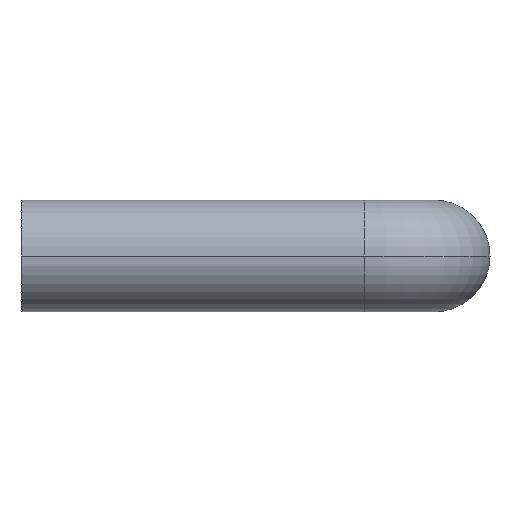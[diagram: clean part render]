
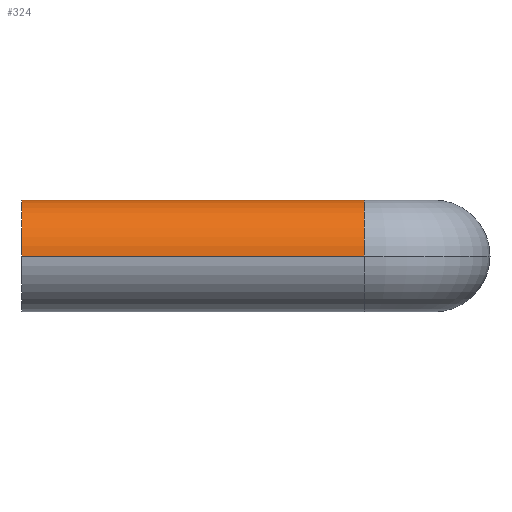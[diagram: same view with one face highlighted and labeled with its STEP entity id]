
A CAD part, left-side view. The second image highlights one B-rep face of the part: STEP entity #324.
In plain terms, the highlighted cylindrical face has radius 4 mm (diameter 8 mm), a partial arc.
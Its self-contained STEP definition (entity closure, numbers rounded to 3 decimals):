
#3 = VERTEX_POINT ( 'NONE', #137 ) ;
#4 = CARTESIAN_POINT ( 'NONE',  ( 0., 0., 0. ) ) ;
#13 = LINE ( 'NONE', #530, #55 ) ;
#21 = CARTESIAN_POINT ( 'NONE',  ( 0., -24.5, 0. ) ) ;
#25 = EDGE_CURVE ( 'NONE', #313, #181, #13, .T. ) ;
#28 = DIRECTION ( 'NONE',  ( 0., 1., 0. ) ) ;
#37 = DIRECTION ( 'NONE',  ( 0., -1., 0. ) ) ;
#55 = VECTOR ( 'NONE', #133, 1000. ) ;
#59 = VERTEX_POINT ( 'NONE', #283 ) ;
#77 = LINE ( 'NONE', #420, #262 ) ;
#133 = DIRECTION ( 'NONE',  ( 0., -1., 0. ) ) ;
#137 = CARTESIAN_POINT ( 'NONE',  ( 4., 0., 0. ) ) ;
#141 = CYLINDRICAL_SURFACE ( 'NONE', #362, 4. ) ;
#150 = CIRCLE ( 'NONE', #290, 4. ) ;
#181 = VERTEX_POINT ( 'NONE', #425 ) ;
#185 = CARTESIAN_POINT ( 'NONE',  ( -4., 0., 0. ) ) ;
#189 = CIRCLE ( 'NONE', #500, 4. ) ;
#198 = DIRECTION ( 'NONE',  ( 0., 0., -1. ) ) ;
#213 = ORIENTED_EDGE ( 'NONE', *, *, #284, .F. ) ;
#231 = EDGE_LOOP ( 'NONE', ( #488, #393, #361, #213 ) ) ;
#262 = VECTOR ( 'NONE', #37, 1000. ) ;
#265 = DIRECTION ( 'NONE',  ( 0., 1., 0. ) ) ;
#268 = CARTESIAN_POINT ( 'NONE',  ( 0., 0., 0. ) ) ;
#283 = CARTESIAN_POINT ( 'NONE',  ( 4., -24.5, 0. ) ) ;
#284 = EDGE_CURVE ( 'NONE', #3, #59, #77, .T. ) ;
#290 = AXIS2_PLACEMENT_3D ( 'NONE', #21, #28, #198 ) ;
#313 = VERTEX_POINT ( 'NONE', #185 ) ;
#324 = ADVANCED_FACE ( 'NONE', ( #519 ), #141, .T. ) ;
#355 = DIRECTION ( 'NONE',  ( 1., 0., 0. ) ) ;
#360 = DIRECTION ( 'NONE',  ( 0., -1., 0. ) ) ;
#361 = ORIENTED_EDGE ( 'NONE', *, *, #465, .T. ) ;
#362 = AXIS2_PLACEMENT_3D ( 'NONE', #268, #360, #355 ) ;
#376 = EDGE_CURVE ( 'NONE', #313, #3, #189, .T. ) ;
#393 = ORIENTED_EDGE ( 'NONE', *, *, #25, .T. ) ;
#420 = CARTESIAN_POINT ( 'NONE',  ( 4., 0., 0. ) ) ;
#425 = CARTESIAN_POINT ( 'NONE',  ( -4., -24.5, 0. ) ) ;
#465 = EDGE_CURVE ( 'NONE', #181, #59, #150, .T. ) ;
#479 = DIRECTION ( 'NONE',  ( 0., 0., -1. ) ) ;
#488 = ORIENTED_EDGE ( 'NONE', *, *, #376, .F. ) ;
#500 = AXIS2_PLACEMENT_3D ( 'NONE', #4, #265, #479 ) ;
#519 = FACE_OUTER_BOUND ( 'NONE', #231, .T. ) ;
#530 = CARTESIAN_POINT ( 'NONE',  ( -4., 0., 0. ) ) ;
